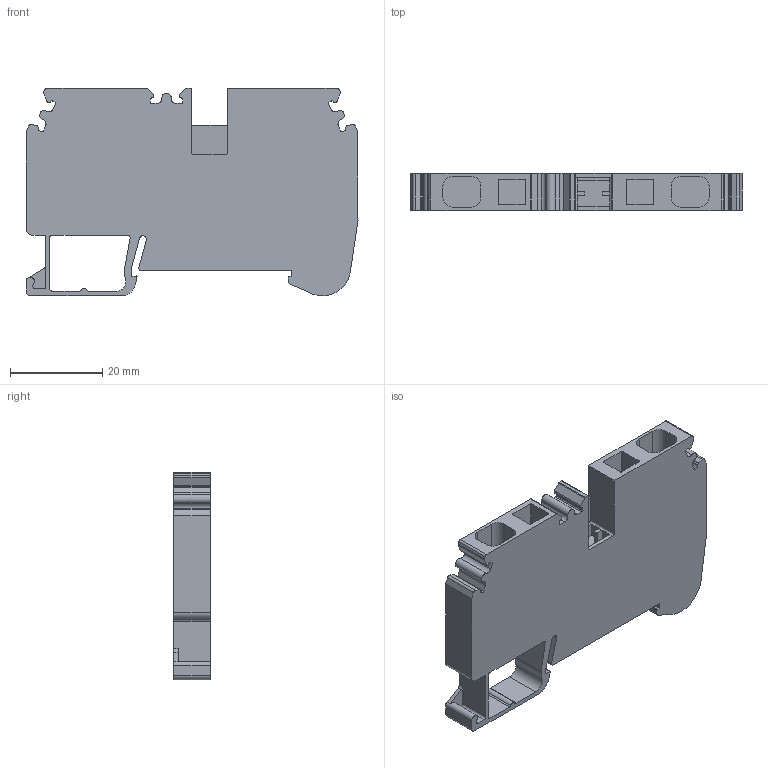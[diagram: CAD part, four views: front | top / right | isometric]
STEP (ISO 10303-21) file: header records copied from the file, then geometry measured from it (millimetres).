
FILE_DESCRIPTION( ( 'Unknown' ), '1' );
FILE_NAME( 'CSC6T.stp', 'Unknown', ( 'Unknown' ), ( 'Unknown' ), 'PSStep 14.0', 'Unknown', ' ' );
FILE_SCHEMA( ( 'AUTOMOTIVE_DESIGN { 1 0 10303 214 1 1 1 1 }' ) );
Length unit declared in the file: millimetre
Products named in the file (1): 1
Bounding box: 72 x 8 x 45 mm (x, y, z)
Volume: 18966.9 mm3; surface area: 9152.7 mm2
Topology: 1 solids, 1 shells, 196 faces, 562 edges, 372 vertices
Faces by surface type: plane 115, cylinder 81
Entity records: 8013 total; most frequent: CARTESIAN_POINT 1131, ORIENTED_EDGE 1124, DIRECTION 1119, EDGE_CURVE 562, LINE 399, VECTOR 399, VERTEX_POINT 372, AXIS2_PLACEMENT_3D 360
